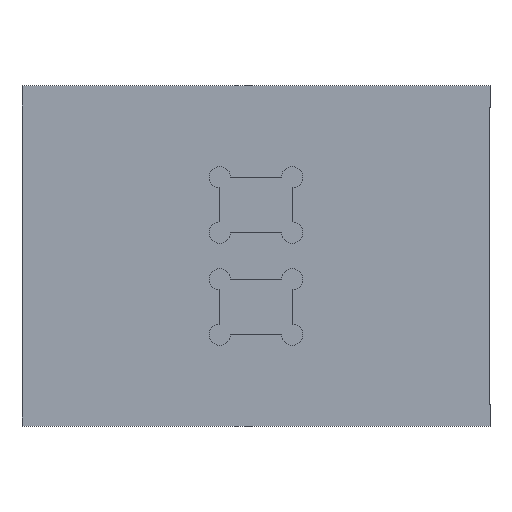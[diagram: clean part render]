
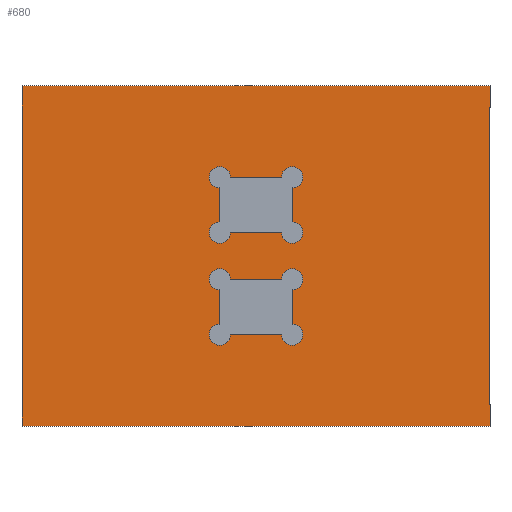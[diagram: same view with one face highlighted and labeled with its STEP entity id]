
A CAD part, top view. The second image highlights one B-rep face of the part: STEP entity #680.
In plain terms, the highlighted planar face has unit normal (0, 0, 1).
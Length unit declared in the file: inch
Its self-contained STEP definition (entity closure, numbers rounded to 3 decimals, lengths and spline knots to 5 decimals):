
#16=CIRCLE('',#727,0.00984);
#18=CIRCLE('',#730,0.00984);
#20=CIRCLE('',#733,0.00984);
#22=CIRCLE('',#736,0.00984);
#23=CIRCLE('',#740,0.00984);
#24=CIRCLE('',#741,0.00984);
#25=CIRCLE('',#742,0.00984);
#26=CIRCLE('',#743,0.00984);
#40=FACE_BOUND('',#101,.T.);
#41=FACE_BOUND('',#102,.T.);
#62=FACE_OUTER_BOUND('',#100,.T.);
#100=EDGE_LOOP('',(#531,#532,#533,#534,#535,#536,#537,#538,#539,#540,#541,
#542));
#101=EDGE_LOOP('',(#543,#544,#545,#546,#547,#548,#549,#550));
#102=EDGE_LOOP('',(#551,#552,#553,#554,#555,#556,#557,#558));
#130=LINE('',#979,#210);
#134=LINE('',#988,#214);
#138=LINE('',#997,#218);
#142=LINE('',#1006,#222);
#154=LINE('',#1026,#234);
#157=LINE('',#1031,#237);
#158=LINE('',#1033,#238);
#160=LINE('',#1037,#240);
#161=LINE('',#1040,#241);
#163=LINE('',#1043,#243);
#173=LINE('',#1084,#253);
#174=LINE('',#1085,#254);
#175=LINE('',#1088,#255);
#176=LINE('',#1091,#256);
#177=LINE('',#1092,#257);
#178=LINE('',#1094,#258);
#179=LINE('',#1097,#259);
#180=LINE('',#1098,#260);
#181=LINE('',#1100,#261);
#182=LINE('',#1104,#262);
#210=VECTOR('',#785,0.3937);
#214=VECTOR('',#791,0.3937);
#218=VECTOR('',#797,0.3937);
#222=VECTOR('',#803,0.3937);
#234=VECTOR('',#819,0.3937);
#237=VECTOR('',#824,0.3937);
#238=VECTOR('',#827,0.3937);
#240=VECTOR('',#831,0.3937);
#241=VECTOR('',#834,0.3937);
#243=VECTOR('',#838,0.3937);
#253=VECTOR('',#878,39.37008);
#254=VECTOR('',#879,39.37008);
#255=VECTOR('',#880,39.37008);
#256=VECTOR('',#883,39.37008);
#257=VECTOR('',#884,39.37008);
#258=VECTOR('',#885,39.37008);
#259=VECTOR('',#888,39.37008);
#260=VECTOR('',#889,39.37008);
#261=VECTOR('',#890,39.37008);
#262=VECTOR('',#893,39.37008);
#288=VERTEX_POINT('',#976);
#289=VERTEX_POINT('',#978);
#292=VERTEX_POINT('',#985);
#293=VERTEX_POINT('',#987);
#296=VERTEX_POINT('',#994);
#297=VERTEX_POINT('',#996);
#300=VERTEX_POINT('',#1003);
#301=VERTEX_POINT('',#1005);
#307=VERTEX_POINT('',#1025);
#308=VERTEX_POINT('',#1029);
#309=VERTEX_POINT('',#1035);
#310=VERTEX_POINT('',#1039);
#313=VERTEX_POINT('',#1048);
#314=VERTEX_POINT('',#1050);
#317=VERTEX_POINT('',#1057);
#318=VERTEX_POINT('',#1059);
#321=VERTEX_POINT('',#1066);
#322=VERTEX_POINT('',#1068);
#325=VERTEX_POINT('',#1075);
#326=VERTEX_POINT('',#1077);
#327=VERTEX_POINT('',#1086);
#328=VERTEX_POINT('',#1087);
#329=VERTEX_POINT('',#1089);
#330=VERTEX_POINT('',#1093);
#331=VERTEX_POINT('',#1096);
#332=VERTEX_POINT('',#1099);
#333=VERTEX_POINT('',#1101);
#334=VERTEX_POINT('',#1103);
#354=EDGE_CURVE('',#289,#288,#130,.T.);
#358=EDGE_CURVE('',#293,#292,#134,.T.);
#362=EDGE_CURVE('',#297,#296,#138,.T.);
#366=EDGE_CURVE('',#301,#300,#142,.T.);
#378=EDGE_CURVE('',#307,#289,#154,.T.);
#381=EDGE_CURVE('',#296,#308,#157,.T.);
#382=EDGE_CURVE('',#308,#307,#158,.T.);
#384=EDGE_CURVE('',#292,#309,#160,.T.);
#385=EDGE_CURVE('',#310,#301,#161,.T.);
#387=EDGE_CURVE('',#309,#310,#163,.T.);
#390=EDGE_CURVE('',#313,#314,#16,.T.);
#394=EDGE_CURVE('',#317,#318,#18,.T.);
#398=EDGE_CURVE('',#321,#322,#20,.T.);
#402=EDGE_CURVE('',#325,#326,#22,.T.);
#405=EDGE_CURVE('',#293,#288,#173,.T.);
#406=EDGE_CURVE('',#297,#300,#174,.T.);
#407=EDGE_CURVE('',#327,#328,#175,.T.);
#408=EDGE_CURVE('',#329,#327,#23,.T.);
#409=EDGE_CURVE('',#322,#329,#176,.T.);
#410=EDGE_CURVE('',#326,#321,#177,.T.);
#411=EDGE_CURVE('',#330,#325,#178,.T.);
#412=EDGE_CURVE('',#328,#330,#24,.T.);
#413=EDGE_CURVE('',#314,#331,#179,.T.);
#414=EDGE_CURVE('',#318,#313,#180,.T.);
#415=EDGE_CURVE('',#332,#317,#181,.T.);
#416=EDGE_CURVE('',#333,#332,#25,.T.);
#417=EDGE_CURVE('',#334,#333,#182,.T.);
#418=EDGE_CURVE('',#331,#334,#26,.T.);
#531=ORIENTED_EDGE('',*,*,#354,.T.);
#532=ORIENTED_EDGE('',*,*,#405,.F.);
#533=ORIENTED_EDGE('',*,*,#358,.T.);
#534=ORIENTED_EDGE('',*,*,#384,.T.);
#535=ORIENTED_EDGE('',*,*,#387,.T.);
#536=ORIENTED_EDGE('',*,*,#385,.T.);
#537=ORIENTED_EDGE('',*,*,#366,.T.);
#538=ORIENTED_EDGE('',*,*,#406,.F.);
#539=ORIENTED_EDGE('',*,*,#362,.T.);
#540=ORIENTED_EDGE('',*,*,#381,.T.);
#541=ORIENTED_EDGE('',*,*,#382,.T.);
#542=ORIENTED_EDGE('',*,*,#378,.T.);
#543=ORIENTED_EDGE('',*,*,#407,.F.);
#544=ORIENTED_EDGE('',*,*,#408,.F.);
#545=ORIENTED_EDGE('',*,*,#409,.F.);
#546=ORIENTED_EDGE('',*,*,#398,.F.);
#547=ORIENTED_EDGE('',*,*,#410,.F.);
#548=ORIENTED_EDGE('',*,*,#402,.F.);
#549=ORIENTED_EDGE('',*,*,#411,.F.);
#550=ORIENTED_EDGE('',*,*,#412,.F.);
#551=ORIENTED_EDGE('',*,*,#413,.F.);
#552=ORIENTED_EDGE('',*,*,#390,.F.);
#553=ORIENTED_EDGE('',*,*,#414,.F.);
#554=ORIENTED_EDGE('',*,*,#394,.F.);
#555=ORIENTED_EDGE('',*,*,#415,.F.);
#556=ORIENTED_EDGE('',*,*,#416,.F.);
#557=ORIENTED_EDGE('',*,*,#417,.F.);
#558=ORIENTED_EDGE('',*,*,#418,.F.);
#647=PLANE('',#739);
#680=ADVANCED_FACE('',(#62,#40,#41),#647,.F.);
#727=AXIS2_PLACEMENT_3D('',#1051,#844,#845);
#730=AXIS2_PLACEMENT_3D('',#1060,#852,#853);
#733=AXIS2_PLACEMENT_3D('',#1069,#860,#861);
#736=AXIS2_PLACEMENT_3D('',#1078,#868,#869);
#739=AXIS2_PLACEMENT_3D('',#1083,#876,#877);
#740=AXIS2_PLACEMENT_3D('',#1090,#881,#882);
#741=AXIS2_PLACEMENT_3D('',#1095,#886,#887);
#742=AXIS2_PLACEMENT_3D('',#1102,#891,#892);
#743=AXIS2_PLACEMENT_3D('',#1105,#894,#895);
#785=DIRECTION('',(0.,-1.,0.));
#791=DIRECTION('',(0.,1.,0.));
#797=DIRECTION('',(0.,-1.,0.));
#803=DIRECTION('',(0.,1.,0.));
#819=DIRECTION('',(-1.,0.,0.));
#824=DIRECTION('',(1.,0.,0.));
#827=DIRECTION('',(0.,-1.,0.));
#831=DIRECTION('',(-1.,0.,0.));
#834=DIRECTION('',(1.,0.,0.));
#838=DIRECTION('',(0.,1.,0.));
#844=DIRECTION('center_axis',(0.,0.,1.));
#845=DIRECTION('ref_axis',(1.,0.,0.));
#852=DIRECTION('center_axis',(0.,0.,1.));
#853=DIRECTION('ref_axis',(1.,0.,0.));
#860=DIRECTION('center_axis',(0.,0.,1.));
#861=DIRECTION('ref_axis',(1.,0.,0.));
#868=DIRECTION('center_axis',(0.,0.,1.));
#869=DIRECTION('ref_axis',(1.,0.,0.));
#876=DIRECTION('center_axis',(0.,0.,-1.));
#877=DIRECTION('ref_axis',(-1.,0.,0.));
#878=DIRECTION('',(-1.,0.,0.));
#879=DIRECTION('',(1.,0.,0.));
#880=DIRECTION('',(0.,-1.,0.));
#881=DIRECTION('center_axis',(0.,0.,1.));
#882=DIRECTION('ref_axis',(1.,0.,0.));
#883=DIRECTION('',(-1.,0.,0.));
#884=DIRECTION('',(0.,1.,0.));
#885=DIRECTION('',(1.,0.,0.));
#886=DIRECTION('center_axis',(0.,0.,1.));
#887=DIRECTION('ref_axis',(1.,0.,0.));
#888=DIRECTION('',(-1.,0.,0.));
#889=DIRECTION('',(0.,1.,0.));
#890=DIRECTION('',(1.,0.,0.));
#891=DIRECTION('center_axis',(0.,0.,1.));
#892=DIRECTION('ref_axis',(1.,0.,0.));
#893=DIRECTION('',(0.,-1.,0.));
#894=DIRECTION('center_axis',(0.,0.,1.));
#895=DIRECTION('ref_axis',(1.,0.,0.));
#976=CARTESIAN_POINT('',(-0.21654,-0.03937,0.));
#978=CARTESIAN_POINT('',(-0.21654,-0.01969,0.));
#979=CARTESIAN_POINT('',(-0.21654,0.10827,0.));
#985=CARTESIAN_POINT('',(0.21654,-0.01969,0.));
#987=CARTESIAN_POINT('',(0.21654,-0.03937,0.));
#988=CARTESIAN_POINT('',(0.21654,0.09843,0.));
#994=CARTESIAN_POINT('',(-0.21654,0.25591,0.));
#996=CARTESIAN_POINT('',(-0.21654,0.27559,0.));
#997=CARTESIAN_POINT('',(-0.21654,0.25591,0.));
#1003=CARTESIAN_POINT('',(0.21654,0.27559,0.));
#1005=CARTESIAN_POINT('',(0.21654,0.25591,0.));
#1006=CARTESIAN_POINT('',(0.21654,0.24606,0.));
#1025=CARTESIAN_POINT('',(-0.21622,-0.01969,0.));
#1026=CARTESIAN_POINT('',(0.,-0.01969,0.));
#1029=CARTESIAN_POINT('',(-0.21622,0.25591,0.));
#1031=CARTESIAN_POINT('',(0.,0.25591,0.));
#1033=CARTESIAN_POINT('',(-0.21622,0.23622,0.));
#1035=CARTESIAN_POINT('',(0.21622,-0.01969,0.));
#1037=CARTESIAN_POINT('',(0.23622,-0.01969,0.));
#1039=CARTESIAN_POINT('',(0.21622,0.25591,0.));
#1040=CARTESIAN_POINT('',(0.23622,0.25591,0.));
#1043=CARTESIAN_POINT('',(0.21622,0.23622,0.));
#1048=CARTESIAN_POINT('',(0.03346,0.1811,0.));
#1050=CARTESIAN_POINT('',(0.02362,0.19094,0.));
#1051=CARTESIAN_POINT('Origin',(0.03346,0.19094,0.));
#1057=CARTESIAN_POINT('',(0.02362,0.13976,0.));
#1059=CARTESIAN_POINT('',(0.03346,0.14961,0.));
#1060=CARTESIAN_POINT('Origin',(0.03346,0.13976,0.));
#1066=CARTESIAN_POINT('',(0.03346,0.08661,0.));
#1068=CARTESIAN_POINT('',(0.02362,0.09646,0.));
#1069=CARTESIAN_POINT('Origin',(0.03346,0.09646,0.));
#1075=CARTESIAN_POINT('',(0.02362,0.04528,0.));
#1077=CARTESIAN_POINT('',(0.03346,0.05512,0.));
#1078=CARTESIAN_POINT('Origin',(0.03346,0.04528,0.));
#1083=CARTESIAN_POINT('Origin',(0.23622,0.23622,0.));
#1084=CARTESIAN_POINT('',(0.23622,-0.03937,0.));
#1085=CARTESIAN_POINT('',(-0.23622,0.27559,0.));
#1086=CARTESIAN_POINT('',(-0.03346,0.08661,0.));
#1087=CARTESIAN_POINT('',(-0.03346,0.05512,0.));
#1088=CARTESIAN_POINT('',(-0.03346,0.09646,0.));
#1089=CARTESIAN_POINT('',(-0.02362,0.09646,0.));
#1090=CARTESIAN_POINT('Origin',(-0.03346,0.09646,
0.));
#1091=CARTESIAN_POINT('',(-0.03346,0.09646,0.));
#1092=CARTESIAN_POINT('',(0.03346,0.09646,0.));
#1093=CARTESIAN_POINT('',(-0.02362,0.04528,0.));
#1094=CARTESIAN_POINT('',(-0.03346,0.04528,0.));
#1095=CARTESIAN_POINT('Origin',(-0.03346,0.04528,
0.));
#1096=CARTESIAN_POINT('',(-0.02362,0.19094,0.));
#1097=CARTESIAN_POINT('',(-0.03346,0.19094,0.));
#1098=CARTESIAN_POINT('',(0.03346,0.19094,0.));
#1099=CARTESIAN_POINT('',(-0.02362,0.13976,0.));
#1100=CARTESIAN_POINT('',(-0.03346,0.13976,0.));
#1101=CARTESIAN_POINT('',(-0.03346,0.14961,0.));
#1102=CARTESIAN_POINT('Origin',(-0.03346,0.13976,0.));
#1103=CARTESIAN_POINT('',(-0.03346,0.1811,0.));
#1104=CARTESIAN_POINT('',(-0.03346,0.19094,0.));
#1105=CARTESIAN_POINT('Origin',(-0.03346,0.19094,0.));
